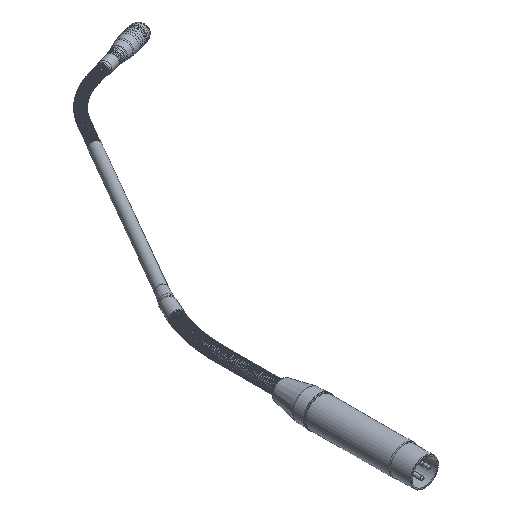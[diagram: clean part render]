
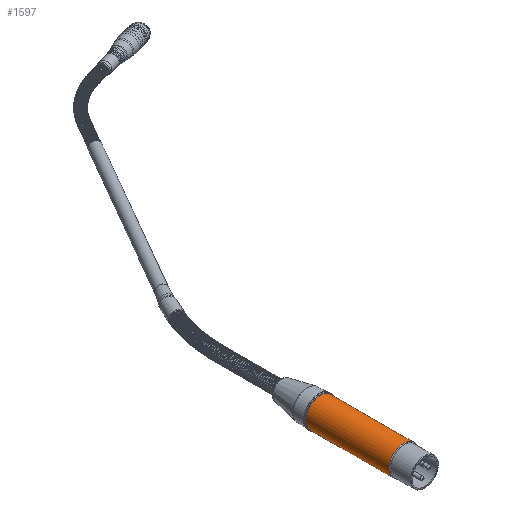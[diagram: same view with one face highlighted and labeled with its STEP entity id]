
A CAD part, isometric view. The second image highlights one B-rep face of the part: STEP entity #1597.
In plain terms, the highlighted cylindrical face has radius 10.035 mm (diameter 20.07 mm), a full revolution.
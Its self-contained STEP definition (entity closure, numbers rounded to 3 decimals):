
#274=FACE_BOUND('',#574,.T.);
#304=CYLINDRICAL_SURFACE('',#1804,10.035);
#412=FACE_OUTER_BOUND('',#573,.T.);
#573=EDGE_LOOP('',(#1461));
#574=EDGE_LOOP('',(#1462));
#701=CIRCLE('',#1801,10.035);
#703=CIRCLE('',#1805,10.035);
#851=VERTEX_POINT('',#22505);
#853=VERTEX_POINT('',#22511);
#1056=EDGE_CURVE('',#851,#851,#701,.T.);
#1058=EDGE_CURVE('',#853,#853,#703,.T.);
#1461=ORIENTED_EDGE('',*,*,#1058,.F.);
#1462=ORIENTED_EDGE('',*,*,#1056,.F.);
#1597=ADVANCED_FACE('',(#412,#274),#304,.T.);
#1801=AXIS2_PLACEMENT_3D('',#22506,#2259,#2260);
#1804=AXIS2_PLACEMENT_3D('',#22510,#2265,#2266);
#1805=AXIS2_PLACEMENT_3D('',#22512,#2267,#2268);
#2259=DIRECTION('center_axis',(0.,-1.,0.));
#2260=DIRECTION('ref_axis',(-1.,0.,0.));
#2265=DIRECTION('center_axis',(0.,1.,0.));
#2266=DIRECTION('ref_axis',(-1.,0.,0.));
#2267=DIRECTION('center_axis',(0.,1.,0.));
#2268=DIRECTION('ref_axis',(-1.,0.,0.));
#22505=CARTESIAN_POINT('',(10.035,14.41,0.));
#22506=CARTESIAN_POINT('Origin',(0.,14.41,0.));
#22510=CARTESIAN_POINT('Origin',(0.,13.937,0.));
#22511=CARTESIAN_POINT('',(10.035,71.378,0.));
#22512=CARTESIAN_POINT('Origin',(0.,71.378,0.));
